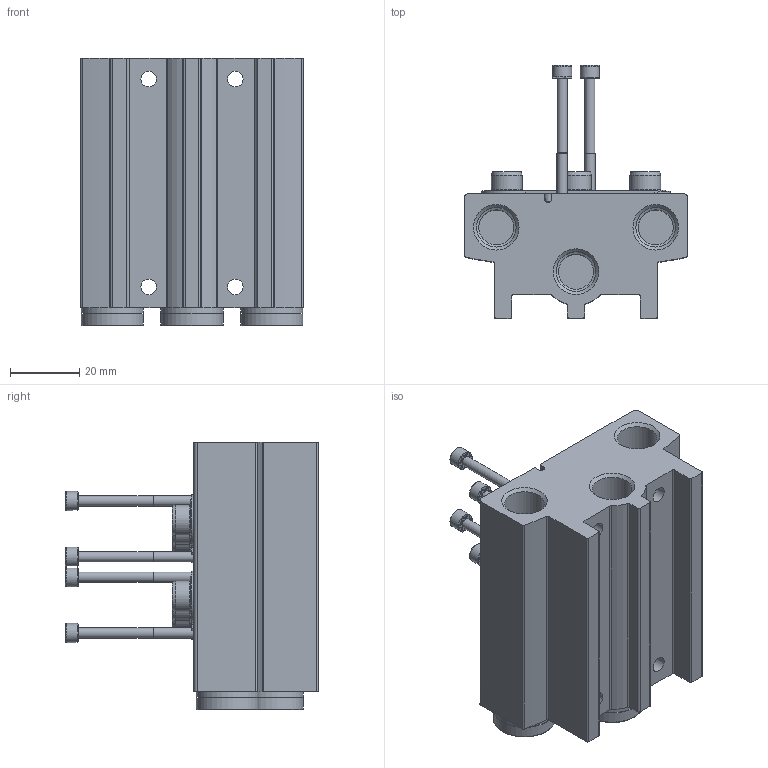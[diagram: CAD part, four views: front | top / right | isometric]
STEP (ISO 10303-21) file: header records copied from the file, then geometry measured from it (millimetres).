
FILE_DESCRIPTION(/* description */ ('STEP AP214'),/* implementation_level */ '2;1');
FILE_NAME(/* name */ '576417_VABM-B10-20S-G14-2',/* time_stamp */ '2024-09-15T21:24:37+02:00',/* author */ ('License CC BY-ND 4.0'),/* organization */ ('CADENAS'),/* preprocessor_version */ 'ST-DEVELOPER v19.3',/* originating_system */ 'PARTsolutions',/* authorisation */ ' ');
FILE_SCHEMA (('AP203_CONFIGURATION_CONTROLLED_3D_DESIGN_OF_MECHANICAL_PARTS_AND_ASSEMBLIES_MIM_LF { 1 0 10303 203 3 1 4 }','AUTOMOTIVE_DESIGN { 1 0 10303 214 3 1 1 }','MODEL_BASED_INTEGRATED_MANUFACTURING_SCHEMA','AUTOMOTIVE_DESIGN {1 0 10303 214 3 1 1}'));
Length unit declared in the file: millimetre
Products named in the file (5): 576417 VABM-B10-20S-G14-2; 576417 VABM-B10-20S-G14-2---(M); 1355283 VUVS-G18-3---(S); 2833702 F-M3x40-10.9; 3569 B-1/4---(Plug)
Assembly tree (10 placements, depth 2):
  576417 VABM-B10-20S-G14-2
    576417 VABM-B10-20S-G14-2---(M)
    1355283 VUVS-G18-3---(S)  x2
    2833702 F-M3x40-10.9  x4
    3569 B-1/4---(Plug)  x3
Bounding box: 64.2 x 73.1 x 77.2 mm (x, y, z)
Volume: 117913.1 mm3; surface area: 39814.9 mm2
Topology: 10 solids, 10 shells, 468 faces, 1132 edges, 725 vertices
Faces by surface type: plane 230, cylinder 138, cone 81, torus 19
Full cylindrical faces by diameter (mm): 2.459 x4, 2.92 x4, 3 x4, 3.242 x1, 3.5 x1, 4.5 x4, 5.5 x4, 6 x12, 8.9 x6, 10.1 x3, 10.8 x6, 11.445 x6, 13.157 x3, 16.2 x3, 18 x6
Entity records: 7524 total; most frequent: CARTESIAN_POINT 1368, DIRECTION 1303, ORIENTED_EDGE 1072, EDGE_CURVE 536, AXIS2_PLACEMENT_3D 510, FACE_BOUND 417, EDGE_LOOP 411, VERTEX_POINT 401
